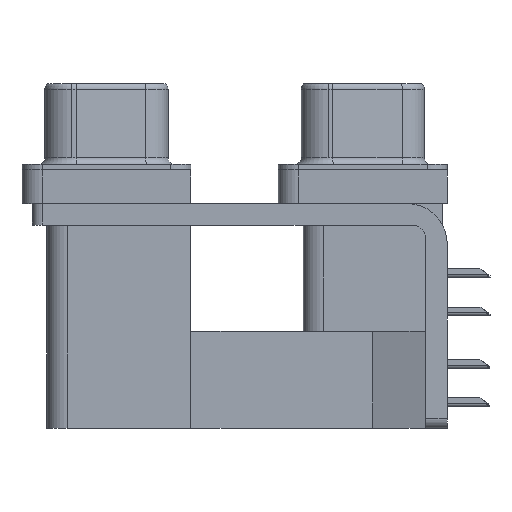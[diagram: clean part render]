
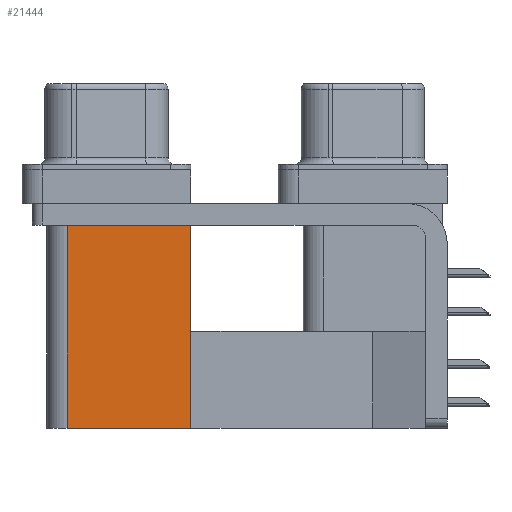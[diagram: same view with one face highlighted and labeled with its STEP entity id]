
A CAD part, left-side view. The second image highlights one B-rep face of the part: STEP entity #21444.
In plain terms, the highlighted planar face has unit normal (-1, 0, 0).
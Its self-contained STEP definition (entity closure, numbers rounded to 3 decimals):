
#24 = EDGE_CURVE ( 'NONE', #6012, #13668, #12351, .T. ) ;
#884 = DIRECTION ( 'NONE',  ( 0., 0., -1. ) ) ;
#1270 = AXIS2_PLACEMENT_3D ( 'NONE', #24674, #4669, #884 ) ;
#2726 = PLANE ( 'NONE',  #1270 ) ;
#2864 = VERTEX_POINT ( 'NONE', #13383 ) ;
#3453 = DIRECTION ( 'NONE',  ( 0., 1., 0. ) ) ;
#3504 = ORIENTED_EDGE ( 'NONE', *, *, #11178, .F. ) ;
#4669 = DIRECTION ( 'NONE',  ( 1., 0., 0. ) ) ;
#5206 = ORIENTED_EDGE ( 'NONE', *, *, #24, .T. ) ;
#5964 = EDGE_CURVE ( 'NONE', #6459, #6012, #14939, .T. ) ;
#6012 = VERTEX_POINT ( 'NONE', #15579 ) ;
#6222 = EDGE_CURVE ( 'NONE', #6459, #2864, #7468, .T. ) ;
#6256 = ORIENTED_EDGE ( 'NONE', *, *, #5964, .T. ) ;
#6459 = VERTEX_POINT ( 'NONE', #24114 ) ;
#6983 = FACE_OUTER_BOUND ( 'NONE', #7486, .T. ) ;
#7468 = LINE ( 'NONE', #21241, #12757 ) ;
#7486 = EDGE_LOOP ( 'NONE', ( #5206, #3504, #22291, #6256 ) ) ;
#7753 = DIRECTION ( 'NONE',  ( 0., 0., 1. ) ) ;
#8973 = VECTOR ( 'NONE', #22860, 1000. ) ;
#9440 = LINE ( 'NONE', #15428, #18207 ) ;
#11178 = EDGE_CURVE ( 'NONE', #2864, #13668, #9440, .T. ) ;
#11738 = VECTOR ( 'NONE', #18344, 1000. ) ;
#12351 = LINE ( 'NONE', #20554, #11738 ) ;
#12757 = VECTOR ( 'NONE', #3453, 1000. ) ;
#13383 = CARTESIAN_POINT ( 'NONE',  ( 3.79, 21.975, -19.2 ) ) ;
#13668 = VERTEX_POINT ( 'NONE', #22504 ) ;
#14939 = LINE ( 'NONE', #24701, #8973 ) ;
#15428 = CARTESIAN_POINT ( 'NONE',  ( 3.79, 21.975, -19.2 ) ) ;
#15579 = CARTESIAN_POINT ( 'NONE',  ( 3.79, 12.775, -2.5 ) ) ;
#18207 = VECTOR ( 'NONE', #7753, 1000. ) ;
#18344 = DIRECTION ( 'NONE',  ( 0., 1., 0. ) ) ;
#20554 = CARTESIAN_POINT ( 'NONE',  ( 3.79, 12.775, -2.5 ) ) ;
#21241 = CARTESIAN_POINT ( 'NONE',  ( 3.79, 12.775, -19.2 ) ) ;
#21444 = ADVANCED_FACE ( 'NONE', ( #6983 ), #2726, .F. ) ;
#22291 = ORIENTED_EDGE ( 'NONE', *, *, #6222, .F. ) ;
#22504 = CARTESIAN_POINT ( 'NONE',  ( 3.79, 21.975, -2.5 ) ) ;
#22860 = DIRECTION ( 'NONE',  ( 0., 0., 1. ) ) ;
#24114 = CARTESIAN_POINT ( 'NONE',  ( 3.79, 12.775, -19.2 ) ) ;
#24674 = CARTESIAN_POINT ( 'NONE',  ( 3.79, 12.775, -19.2 ) ) ;
#24701 = CARTESIAN_POINT ( 'NONE',  ( 3.79, 12.775, -19.2 ) ) ;
